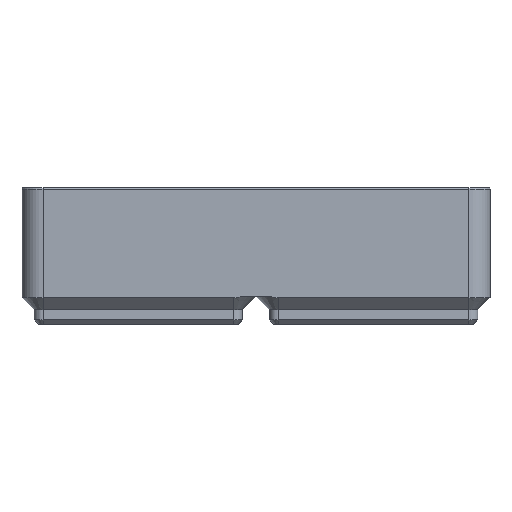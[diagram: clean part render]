
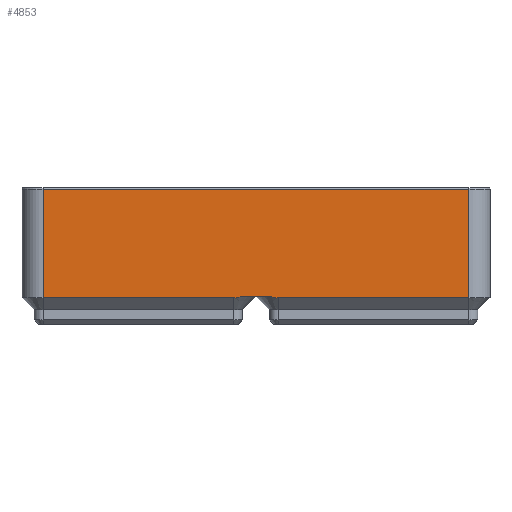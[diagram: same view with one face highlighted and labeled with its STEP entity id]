
A CAD part, left-side view. The second image highlights one B-rep face of the part: STEP entity #4853.
In plain terms, the highlighted planar face has unit normal (-1, 0, 0).
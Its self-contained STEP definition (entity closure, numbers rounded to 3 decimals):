
#1319 = CYLINDRICAL_SURFACE('',#1320,0.3);
#1320 = AXIS2_PLACEMENT_3D('',#1321,#1322,#1323);
#1321 = CARTESIAN_POINT('',(-41.45,-38.,24.129));
#1322 = DIRECTION('',(-0.,1.,-0.));
#1323 = DIRECTION('',(0.,0.,1.));
#3013 = VERTEX_POINT('',#3014);
#3014 = CARTESIAN_POINT('',(-41.75,38.,24.129));
#3051 = CYLINDRICAL_SURFACE('',#3052,3.75);
#3052 = AXIS2_PLACEMENT_3D('',#3053,#3054,#3055);
#3053 = CARTESIAN_POINT('',(-38.,38.,5.));
#3054 = DIRECTION('',(-0.,-0.,-1.));
#3055 = DIRECTION('',(1.,0.,0.));
#3121 = VERTEX_POINT('',#3122);
#3122 = CARTESIAN_POINT('',(-41.75,-38.,24.129));
#3142 = EDGE_CURVE('',#3121,#3013,#3143,.T.);
#3143 = SURFACE_CURVE('',#3144,(#3148,#3155),.PCURVE_S1.);
#3144 = LINE('',#3145,#3146);
#3145 = CARTESIAN_POINT('',(-41.75,-38.,24.129));
#3146 = VECTOR('',#3147,1.);
#3147 = DIRECTION('',(-0.,1.,-0.));
#3148 = PCURVE('',#1319,#3149);
#3149 = DEFINITIONAL_REPRESENTATION('',(#3150),#3154);
#3150 = LINE('',#3151,#3152);
#3151 = CARTESIAN_POINT('',(-1.571,0.));
#3152 = VECTOR('',#3153,1.);
#3153 = DIRECTION('',(-0.,1.));
#3154 = ( GEOMETRIC_REPRESENTATION_CONTEXT(2) 
PARAMETRIC_REPRESENTATION_CONTEXT() REPRESENTATION_CONTEXT('2D SPACE',''
  ) );
#3155 = PCURVE('',#3156,#3161);
#3156 = PLANE('',#3157);
#3157 = AXIS2_PLACEMENT_3D('',#3158,#3159,#3160);
#3158 = CARTESIAN_POINT('',(-41.75,-38.,5.25));
#3159 = DIRECTION('',(1.,0.,0.));
#3160 = DIRECTION('',(-0.,1.,0.));
#3161 = DEFINITIONAL_REPRESENTATION('',(#3162),#3166);
#3162 = LINE('',#3163,#3164);
#3163 = CARTESIAN_POINT('',(0.,18.879));
#3164 = VECTOR('',#3165,1.);
#3165 = DIRECTION('',(1.,-0.));
#3166 = ( GEOMETRIC_REPRESENTATION_CONTEXT(2) 
PARAMETRIC_REPRESENTATION_CONTEXT() REPRESENTATION_CONTEXT('2D SPACE',''
  ) );
#3265 = CYLINDRICAL_SURFACE('',#3266,3.75);
#3266 = AXIS2_PLACEMENT_3D('',#3267,#3268,#3269);
#3267 = CARTESIAN_POINT('',(-38.,-38.,5.25));
#3268 = DIRECTION('',(0.,0.,1.));
#3269 = DIRECTION('',(1.,0.,0.));
#4749 = EDGE_CURVE('',#3013,#4750,#4752,.T.);
#4750 = VERTEX_POINT('',#4751);
#4751 = CARTESIAN_POINT('',(-41.75,38.,4.75));
#4752 = SURFACE_CURVE('',#4753,(#4757,#4764),.PCURVE_S1.);
#4753 = LINE('',#4754,#4755);
#4754 = CARTESIAN_POINT('',(-41.75,38.,52.8));
#4755 = VECTOR('',#4756,1.);
#4756 = DIRECTION('',(0.,0.,-1.));
#4757 = PCURVE('',#3051,#4758);
#4758 = DEFINITIONAL_REPRESENTATION('',(#4759),#4763);
#4759 = LINE('',#4760,#4761);
#4760 = CARTESIAN_POINT('',(-3.142,-47.8));
#4761 = VECTOR('',#4762,1.);
#4762 = DIRECTION('',(0.,1.));
#4763 = ( GEOMETRIC_REPRESENTATION_CONTEXT(2) 
PARAMETRIC_REPRESENTATION_CONTEXT() REPRESENTATION_CONTEXT('2D SPACE',''
  ) );
#4764 = PCURVE('',#3156,#4765);
#4765 = DEFINITIONAL_REPRESENTATION('',(#4766),#4770);
#4766 = LINE('',#4767,#4768);
#4767 = CARTESIAN_POINT('',(76.,47.55));
#4768 = VECTOR('',#4769,1.);
#4769 = DIRECTION('',(0.,-1.));
#4770 = ( GEOMETRIC_REPRESENTATION_CONTEXT(2) 
PARAMETRIC_REPRESENTATION_CONTEXT() REPRESENTATION_CONTEXT('2D SPACE',''
  ) );
#4853 = ADVANCED_FACE('',(#4854),#3156,.F.);
#4854 = FACE_BOUND('',#4855,.F.);
#4855 = EDGE_LOOP('',(#4856,#4879,#4907,#4939,#4967,#4999,#5025,#5026));
#4856 = ORIENTED_EDGE('',*,*,#4857,.F.);
#4857 = EDGE_CURVE('',#4858,#3121,#4860,.T.);
#4858 = VERTEX_POINT('',#4859);
#4859 = CARTESIAN_POINT('',(-41.75,-38.,4.75));
#4860 = SURFACE_CURVE('',#4861,(#4865,#4872),.PCURVE_S1.);
#4861 = LINE('',#4862,#4863);
#4862 = CARTESIAN_POINT('',(-41.75,-38.,4.75));
#4863 = VECTOR('',#4864,1.);
#4864 = DIRECTION('',(0.,0.,1.));
#4865 = PCURVE('',#3156,#4866);
#4866 = DEFINITIONAL_REPRESENTATION('',(#4867),#4871);
#4867 = LINE('',#4868,#4869);
#4868 = CARTESIAN_POINT('',(0.,-0.5));
#4869 = VECTOR('',#4870,1.);
#4870 = DIRECTION('',(0.,1.));
#4871 = ( GEOMETRIC_REPRESENTATION_CONTEXT(2) 
PARAMETRIC_REPRESENTATION_CONTEXT() REPRESENTATION_CONTEXT('2D SPACE',''
  ) );
#4872 = PCURVE('',#3265,#4873);
#4873 = DEFINITIONAL_REPRESENTATION('',(#4874),#4878);
#4874 = LINE('',#4875,#4876);
#4875 = CARTESIAN_POINT('',(3.142,-0.5));
#4876 = VECTOR('',#4877,1.);
#4877 = DIRECTION('',(-0.,1.));
#4878 = ( GEOMETRIC_REPRESENTATION_CONTEXT(2) 
PARAMETRIC_REPRESENTATION_CONTEXT() REPRESENTATION_CONTEXT('2D SPACE',''
  ) );
#4879 = ORIENTED_EDGE('',*,*,#4880,.T.);
#4880 = EDGE_CURVE('',#4858,#4881,#4883,.T.);
#4881 = VERTEX_POINT('',#4882);
#4882 = CARTESIAN_POINT('',(-41.75,-4.,4.75));
#4883 = SURFACE_CURVE('',#4884,(#4888,#4895),.PCURVE_S1.);
#4884 = LINE('',#4885,#4886);
#4885 = CARTESIAN_POINT('',(-41.75,-29.5,4.75));
#4886 = VECTOR('',#4887,1.);
#4887 = DIRECTION('',(0.,1.,0.));
#4888 = PCURVE('',#3156,#4889);
#4889 = DEFINITIONAL_REPRESENTATION('',(#4890),#4894);
#4890 = LINE('',#4891,#4892);
#4891 = CARTESIAN_POINT('',(8.5,-0.5));
#4892 = VECTOR('',#4893,1.);
#4893 = DIRECTION('',(1.,0.));
#4894 = ( GEOMETRIC_REPRESENTATION_CONTEXT(2) 
PARAMETRIC_REPRESENTATION_CONTEXT() REPRESENTATION_CONTEXT('2D SPACE',''
  ) );
#4895 = PCURVE('',#4896,#4901);
#4896 = PLANE('',#4897);
#4897 = AXIS2_PLACEMENT_3D('',#4898,#4899,#4900);
#4898 = CARTESIAN_POINT('',(-42.,-21.,5.));
#4899 = DIRECTION('',(0.707,0.,0.707));
#4900 = DIRECTION('',(-0.707,0.,0.707));
#4901 = DEFINITIONAL_REPRESENTATION('',(#4902),#4906);
#4902 = LINE('',#4903,#4904);
#4903 = CARTESIAN_POINT('',(-0.354,8.5));
#4904 = VECTOR('',#4905,1.);
#4905 = DIRECTION('',(-0.,-1.));
#4906 = ( GEOMETRIC_REPRESENTATION_CONTEXT(2) 
PARAMETRIC_REPRESENTATION_CONTEXT() REPRESENTATION_CONTEXT('2D SPACE',''
  ) );
#4907 = ORIENTED_EDGE('',*,*,#4908,.F.);
#4908 = EDGE_CURVE('',#4909,#4881,#4911,.T.);
#4909 = VERTEX_POINT('',#4910);
#4910 = CARTESIAN_POINT('',(-41.75,-2.608,5.));
#4911 = SURFACE_CURVE('',#4912,(#4917,#4924),.PCURVE_S1.);
#4912 = HYPERBOLA('',#4913,3.75,3.75);
#4913 = AXIS2_PLACEMENT_3D('',#4914,#4915,#4916);
#4914 = CARTESIAN_POINT('',(-41.75,-4.,1.));
#4915 = DIRECTION('',(1.,0.,0.));
#4916 = DIRECTION('',(0.,-0.,1.));
#4917 = PCURVE('',#3156,#4918);
#4918 = DEFINITIONAL_REPRESENTATION('',(#4919),#4923);
#4919 = HYPERBOLA('',#4920,3.75,3.75);
#4920 = AXIS2_PLACEMENT_2D('',#4921,#4922);
#4921 = CARTESIAN_POINT('',(34.,-4.25));
#4922 = DIRECTION('',(0.,1.));
#4923 = ( GEOMETRIC_REPRESENTATION_CONTEXT(2) 
PARAMETRIC_REPRESENTATION_CONTEXT() REPRESENTATION_CONTEXT('2D SPACE',''
  ) );
#4924 = PCURVE('',#4925,#4930);
#4925 = CONICAL_SURFACE('',#4926,4.,0.785);
#4926 = AXIS2_PLACEMENT_3D('',#4927,#4928,#4929);
#4927 = CARTESIAN_POINT('',(-38.,-4.,5.));
#4928 = DIRECTION('',(0.,0.,1.));
#4929 = DIRECTION('',(1.,0.,0.));
#4930 = DEFINITIONAL_REPRESENTATION('',(#4931),#4938);
#4931 = B_SPLINE_CURVE_WITH_KNOTS('',5,(#4932,#4933,#4934,#4935,#4936,
    #4937),.UNSPECIFIED.,.F.,.F.,(6,6),(-0.363,0.),
  .PIECEWISE_BEZIER_KNOTS.);
#4932 = CARTESIAN_POINT('',(2.786,0.));
#4933 = CARTESIAN_POINT('',(2.854,-0.101));
#4934 = CARTESIAN_POINT('',(2.925,-0.176));
#4935 = CARTESIAN_POINT('',(2.996,-0.225));
#4936 = CARTESIAN_POINT('',(3.069,-0.25));
#4937 = CARTESIAN_POINT('',(3.142,-0.25));
#4938 = ( GEOMETRIC_REPRESENTATION_CONTEXT(2) 
PARAMETRIC_REPRESENTATION_CONTEXT() REPRESENTATION_CONTEXT('2D SPACE',''
  ) );
#4939 = ORIENTED_EDGE('',*,*,#4940,.T.);
#4940 = EDGE_CURVE('',#4909,#4941,#4943,.T.);
#4941 = VERTEX_POINT('',#4942);
#4942 = CARTESIAN_POINT('',(-41.75,2.608,5.));
#4943 = SURFACE_CURVE('',#4944,(#4948,#4955),.PCURVE_S1.);
#4944 = LINE('',#4945,#4946);
#4945 = CARTESIAN_POINT('',(-41.75,0.,5.));
#4946 = VECTOR('',#4947,1.);
#4947 = DIRECTION('',(0.,1.,0.));
#4948 = PCURVE('',#3156,#4949);
#4949 = DEFINITIONAL_REPRESENTATION('',(#4950),#4954);
#4950 = LINE('',#4951,#4952);
#4951 = CARTESIAN_POINT('',(38.,-0.25));
#4952 = VECTOR('',#4953,1.);
#4953 = DIRECTION('',(1.,0.));
#4954 = ( GEOMETRIC_REPRESENTATION_CONTEXT(2) 
PARAMETRIC_REPRESENTATION_CONTEXT() REPRESENTATION_CONTEXT('2D SPACE',''
  ) );
#4955 = PCURVE('',#4956,#4961);
#4956 = PLANE('',#4957);
#4957 = AXIS2_PLACEMENT_3D('',#4958,#4959,#4960);
#4958 = CARTESIAN_POINT('',(0.,0.,5.));
#4959 = DIRECTION('',(0.,0.,1.));
#4960 = DIRECTION('',(1.,0.,0.));
#4961 = DEFINITIONAL_REPRESENTATION('',(#4962),#4966);
#4962 = LINE('',#4963,#4964);
#4963 = CARTESIAN_POINT('',(-41.75,0.));
#4964 = VECTOR('',#4965,1.);
#4965 = DIRECTION('',(0.,1.));
#4966 = ( GEOMETRIC_REPRESENTATION_CONTEXT(2) 
PARAMETRIC_REPRESENTATION_CONTEXT() REPRESENTATION_CONTEXT('2D SPACE',''
  ) );
#4967 = ORIENTED_EDGE('',*,*,#4968,.F.);
#4968 = EDGE_CURVE('',#4969,#4941,#4971,.T.);
#4969 = VERTEX_POINT('',#4970);
#4970 = CARTESIAN_POINT('',(-41.75,4.,4.75));
#4971 = SURFACE_CURVE('',#4972,(#4977,#4984),.PCURVE_S1.);
#4972 = HYPERBOLA('',#4973,3.75,3.75);
#4973 = AXIS2_PLACEMENT_3D('',#4974,#4975,#4976);
#4974 = CARTESIAN_POINT('',(-41.75,4.,1.));
#4975 = DIRECTION('',(1.,0.,0.));
#4976 = DIRECTION('',(0.,-0.,1.));
#4977 = PCURVE('',#3156,#4978);
#4978 = DEFINITIONAL_REPRESENTATION('',(#4979),#4983);
#4979 = HYPERBOLA('',#4980,3.75,3.75);
#4980 = AXIS2_PLACEMENT_2D('',#4981,#4982);
#4981 = CARTESIAN_POINT('',(42.,-4.25));
#4982 = DIRECTION('',(0.,1.));
#4983 = ( GEOMETRIC_REPRESENTATION_CONTEXT(2) 
PARAMETRIC_REPRESENTATION_CONTEXT() REPRESENTATION_CONTEXT('2D SPACE',''
  ) );
#4984 = PCURVE('',#4985,#4990);
#4985 = CONICAL_SURFACE('',#4986,4.,0.785);
#4986 = AXIS2_PLACEMENT_3D('',#4987,#4988,#4989);
#4987 = CARTESIAN_POINT('',(-38.,4.,5.));
#4988 = DIRECTION('',(0.,0.,1.));
#4989 = DIRECTION('',(1.,0.,0.));
#4990 = DEFINITIONAL_REPRESENTATION('',(#4991),#4998);
#4991 = B_SPLINE_CURVE_WITH_KNOTS('',5,(#4992,#4993,#4994,#4995,#4996,
    #4997),.UNSPECIFIED.,.F.,.F.,(6,6),(0.,0.363),
  .PIECEWISE_BEZIER_KNOTS.);
#4992 = CARTESIAN_POINT('',(3.142,-0.25));
#4993 = CARTESIAN_POINT('',(3.214,-0.25));
#4994 = CARTESIAN_POINT('',(3.287,-0.225));
#4995 = CARTESIAN_POINT('',(3.359,-0.176));
#4996 = CARTESIAN_POINT('',(3.429,-0.101));
#4997 = CARTESIAN_POINT('',(3.497,0.));
#4998 = ( GEOMETRIC_REPRESENTATION_CONTEXT(2) 
PARAMETRIC_REPRESENTATION_CONTEXT() REPRESENTATION_CONTEXT('2D SPACE',''
  ) );
#4999 = ORIENTED_EDGE('',*,*,#5000,.T.);
#5000 = EDGE_CURVE('',#4969,#4750,#5001,.T.);
#5001 = SURFACE_CURVE('',#5002,(#5006,#5013),.PCURVE_S1.);
#5002 = LINE('',#5003,#5004);
#5003 = CARTESIAN_POINT('',(-41.75,-8.5,4.75));
#5004 = VECTOR('',#5005,1.);
#5005 = DIRECTION('',(0.,1.,0.));
#5006 = PCURVE('',#3156,#5007);
#5007 = DEFINITIONAL_REPRESENTATION('',(#5008),#5012);
#5008 = LINE('',#5009,#5010);
#5009 = CARTESIAN_POINT('',(29.5,-0.5));
#5010 = VECTOR('',#5011,1.);
#5011 = DIRECTION('',(1.,0.));
#5012 = ( GEOMETRIC_REPRESENTATION_CONTEXT(2) 
PARAMETRIC_REPRESENTATION_CONTEXT() REPRESENTATION_CONTEXT('2D SPACE',''
  ) );
#5013 = PCURVE('',#5014,#5019);
#5014 = PLANE('',#5015);
#5015 = AXIS2_PLACEMENT_3D('',#5016,#5017,#5018);
#5016 = CARTESIAN_POINT('',(-42.,21.,5.));
#5017 = DIRECTION('',(0.707,0.,0.707));
#5018 = DIRECTION('',(-0.707,0.,0.707));
#5019 = DEFINITIONAL_REPRESENTATION('',(#5020),#5024);
#5020 = LINE('',#5021,#5022);
#5021 = CARTESIAN_POINT('',(-0.354,29.5));
#5022 = VECTOR('',#5023,1.);
#5023 = DIRECTION('',(-0.,-1.));
#5024 = ( GEOMETRIC_REPRESENTATION_CONTEXT(2) 
PARAMETRIC_REPRESENTATION_CONTEXT() REPRESENTATION_CONTEXT('2D SPACE',''
  ) );
#5025 = ORIENTED_EDGE('',*,*,#4749,.F.);
#5026 = ORIENTED_EDGE('',*,*,#3142,.F.);
